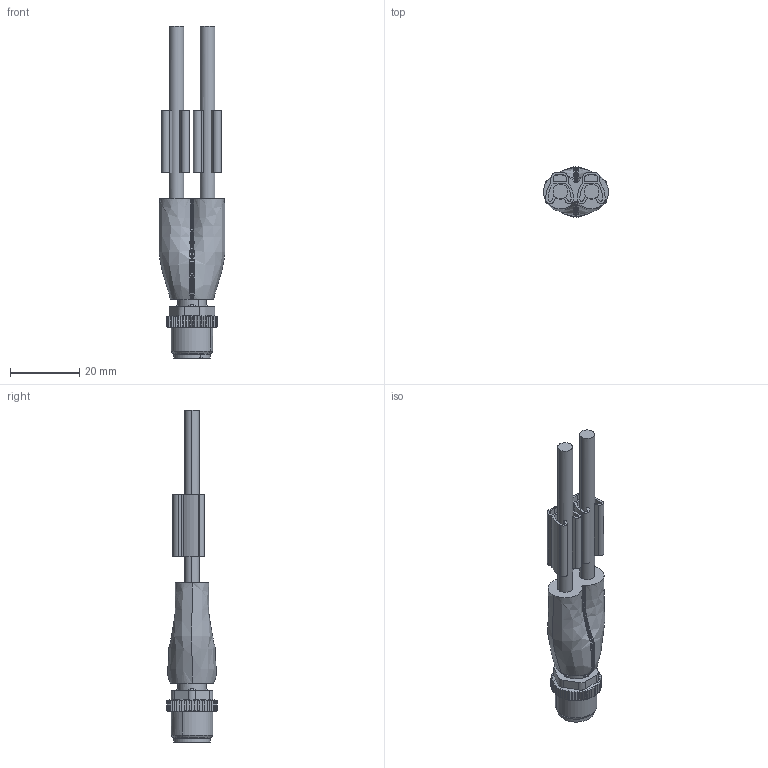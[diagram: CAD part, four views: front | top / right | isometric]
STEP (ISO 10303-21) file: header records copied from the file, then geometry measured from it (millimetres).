
FILE_DESCRIPTION(('CATIA V5 STEP Exchange','CAx-IF Rec.Pracs.--- Model Styling and Organization---1.5--- 2016-08-15','CAx-IF Rec.Pracs.---Supplemental Geometry---1.0---2011-11-01','CAx-IF Rec.Pracs.--- Composite Materials ---1.1---2010-07-15'),'2;1');
FILE_NAME ('393253-2_0', '2025-07-08T05:57:46+00:00', ('none'), ('Weidmueller'), 'CATIA Version 5-6 Release 2022 SP4 HF5', 'CATIA V5 STEP AP214 v3', 'none');
FILE_SCHEMA(('AUTOMOTIVE_DESIGN { 1 0 10303 214 1 1 1 1 }'));
Length unit declared in the file: millimetre
Products named in the file (1): 1964310000
Bounding box: 18.99 x 14.6 x 96 mm (x, y, z)
Volume: 8220.5 mm3; surface area: 7664.5 mm2
Topology: 1 solids, 13 shells, 584 faces, 1538 edges, 985 vertices
Faces by surface type: plane 215, cylinder 212, cone 74, torus 55, bspline 18, sphere 10
Entity records: 22413 total; most frequent: CARTESIAN_POINT 9464, ORIENTED_EDGE 3040, DIRECTION 1811, EDGE_CURVE 1520, VERTEX_POINT 985, AXIS2_PLACEMENT_3D 823, EDGE_LOOP 639, VECTOR 606
